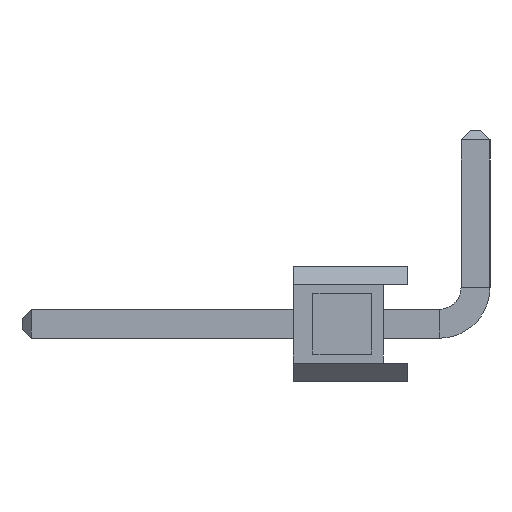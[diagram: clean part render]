
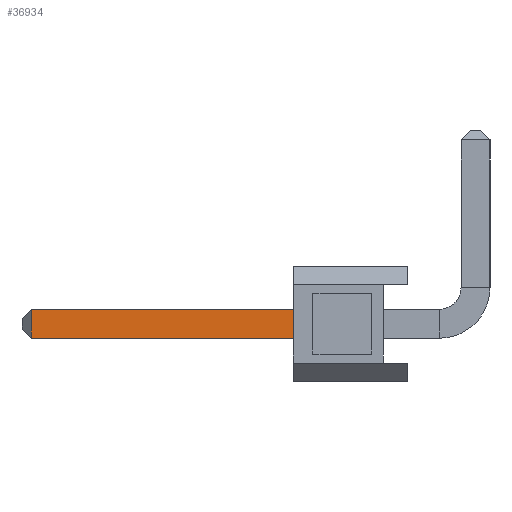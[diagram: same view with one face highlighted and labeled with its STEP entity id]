
A CAD part, left-side view. The second image highlights one B-rep face of the part: STEP entity #36934.
In plain terms, the highlighted planar face has unit normal (-1, 0, 0).
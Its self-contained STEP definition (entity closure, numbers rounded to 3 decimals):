
#2444 = VERTEX_POINT ( 'NONE', #35291 ) ;
#3316 = AXIS2_PLACEMENT_3D ( 'NONE', #34685, #14156, #14499 ) ;
#4431 = CARTESIAN_POINT ( 'NONE',  ( -0.32, 8.34, 0.32 ) ) ;
#8098 = VERTEX_POINT ( 'NONE', #42445 ) ;
#9047 = VECTOR ( 'NONE', #10088, 1000. ) ;
#10088 = DIRECTION ( 'NONE',  ( 0., 1., 0. ) ) ;
#10520 = VECTOR ( 'NONE', #27385, 1000. ) ;
#13397 = DIRECTION ( 'NONE',  ( 0., 0., -1. ) ) ;
#14156 = DIRECTION ( 'NONE',  ( -1., 0., 0. ) ) ;
#14330 = PLANE ( 'NONE',  #3316 ) ;
#14499 = DIRECTION ( 'NONE',  ( 0., 0., 1. ) ) ;
#14923 = VECTOR ( 'NONE', #41582, 1000. ) ;
#16717 = LINE ( 'NONE', #17899, #9047 ) ;
#17899 = CARTESIAN_POINT ( 'NONE',  ( -0.32, -0.7, 0.32 ) ) ;
#18188 = LINE ( 'NONE', #23277, #10520 ) ;
#19300 = VECTOR ( 'NONE', #13397, 1000. ) ;
#20418 = EDGE_CURVE ( 'NONE', #8098, #40843, #31938, .T. ) ;
#20538 = CARTESIAN_POINT ( 'NONE',  ( -0.32, -0.7, -0.32 ) ) ;
#23277 = CARTESIAN_POINT ( 'NONE',  ( -0.32, 8.34, -0.32 ) ) ;
#25456 = ORIENTED_EDGE ( 'NONE', *, *, #20418, .F. ) ;
#27385 = DIRECTION ( 'NONE',  ( 0., 0., -1. ) ) ;
#30978 = ORIENTED_EDGE ( 'NONE', *, *, #32476, .F. ) ;
#31559 = EDGE_LOOP ( 'NONE', ( #41696, #35386, #30978, #25456 ) ) ;
#31938 = LINE ( 'NONE', #49672, #19300 ) ;
#32476 = EDGE_CURVE ( 'NONE', #40843, #2444, #44083, .T. ) ;
#34685 = CARTESIAN_POINT ( 'NONE',  ( -0.32, -0.7, -0.32 ) ) ;
#35291 = CARTESIAN_POINT ( 'NONE',  ( -0.32, 8.34, -0.32 ) ) ;
#35386 = ORIENTED_EDGE ( 'NONE', *, *, #51621, .T. ) ;
#36934 = ADVANCED_FACE ( 'NONE', ( #47801 ), #14330, .T. ) ;
#40164 = VERTEX_POINT ( 'NONE', #4431 ) ;
#40838 = CARTESIAN_POINT ( 'NONE',  ( -0.32, 2.54, -0.32 ) ) ;
#40843 = VERTEX_POINT ( 'NONE', #40838 ) ;
#41582 = DIRECTION ( 'NONE',  ( 0., 1., 0. ) ) ;
#41696 = ORIENTED_EDGE ( 'NONE', *, *, #42003, .T. ) ;
#42003 = EDGE_CURVE ( 'NONE', #8098, #40164, #16717, .T. ) ;
#42445 = CARTESIAN_POINT ( 'NONE',  ( -0.32, 2.54, 0.32 ) ) ;
#44083 = LINE ( 'NONE', #20538, #14923 ) ;
#47801 = FACE_OUTER_BOUND ( 'NONE', #31559, .T. ) ;
#49672 = CARTESIAN_POINT ( 'NONE',  ( -0.32, 2.54, 0. ) ) ;
#51621 = EDGE_CURVE ( 'NONE', #40164, #2444, #18188, .T. ) ;
